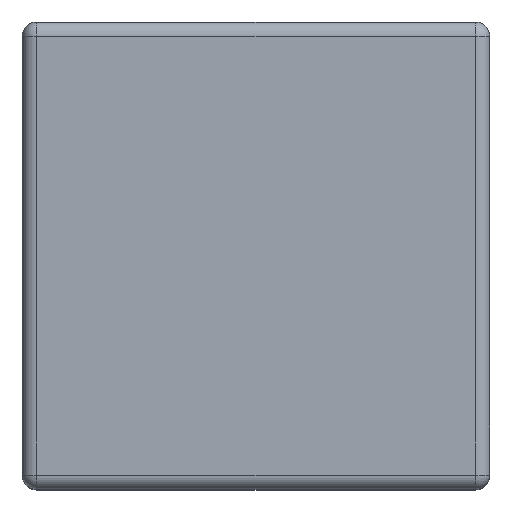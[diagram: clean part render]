
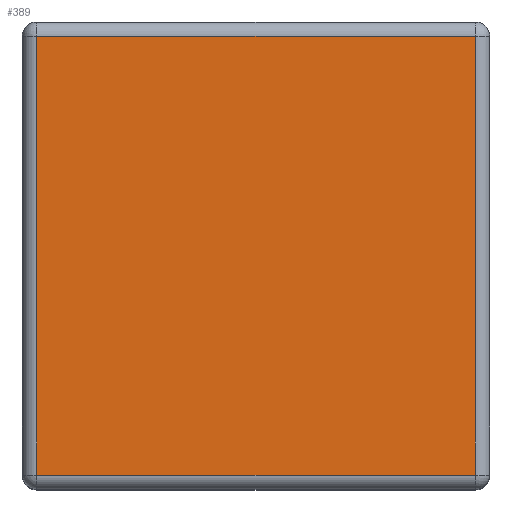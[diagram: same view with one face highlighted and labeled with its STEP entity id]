
A CAD part, top view. The second image highlights one B-rep face of the part: STEP entity #389.
In plain terms, the highlighted planar face has unit normal (0, 0, 1).
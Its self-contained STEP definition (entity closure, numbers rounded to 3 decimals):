
#29=PLANE('',#456);
#53=FACE_OUTER_BOUND('',#79,.T.);
#79=EDGE_LOOP('',(#327,#328,#329,#330));
#98=LINE('',#767,#122);
#100=LINE('',#775,#124);
#102=LINE('',#785,#126);
#104=LINE('',#794,#128);
#122=VECTOR('',#501,10.);
#124=VECTOR('',#509,10.);
#126=VECTOR('',#521,10.);
#128=VECTOR('',#533,10.);
#175=VERTEX_POINT('',#760);
#178=VERTEX_POINT('',#765);
#181=VERTEX_POINT('',#773);
#184=VERTEX_POINT('',#783);
#216=EDGE_CURVE('',#178,#175,#98,.T.);
#220=EDGE_CURVE('',#181,#178,#100,.T.);
#225=EDGE_CURVE('',#184,#181,#102,.T.);
#230=EDGE_CURVE('',#175,#184,#104,.T.);
#327=ORIENTED_EDGE('',*,*,#216,.F.);
#328=ORIENTED_EDGE('',*,*,#220,.F.);
#329=ORIENTED_EDGE('',*,*,#225,.F.);
#330=ORIENTED_EDGE('',*,*,#230,.F.);
#389=ADVANCED_FACE('',(#53),#29,.T.);
#456=AXIS2_PLACEMENT_3D('',#817,#561,#562);
#501=DIRECTION('',(0.,1.,0.));
#509=DIRECTION('',(-1.,0.,0.));
#521=DIRECTION('',(0.,-1.,0.));
#533=DIRECTION('',(1.,0.,0.));
#561=DIRECTION('center_axis',(0.,0.,1.));
#562=DIRECTION('ref_axis',(1.,0.,0.));
#760=CARTESIAN_POINT('',(0.2,6.3,2.25));
#765=CARTESIAN_POINT('',(0.2,0.2,2.25));
#767=CARTESIAN_POINT('',(0.2,4.775,2.25));
#773=CARTESIAN_POINT('',(6.3,0.2,2.25));
#775=CARTESIAN_POINT('',(1.725,0.2,2.25));
#783=CARTESIAN_POINT('',(6.3,6.3,2.25));
#785=CARTESIAN_POINT('',(6.3,1.725,2.25));
#794=CARTESIAN_POINT('',(4.775,6.3,2.25));
#817=CARTESIAN_POINT('Origin',(3.25,3.25,2.25));
